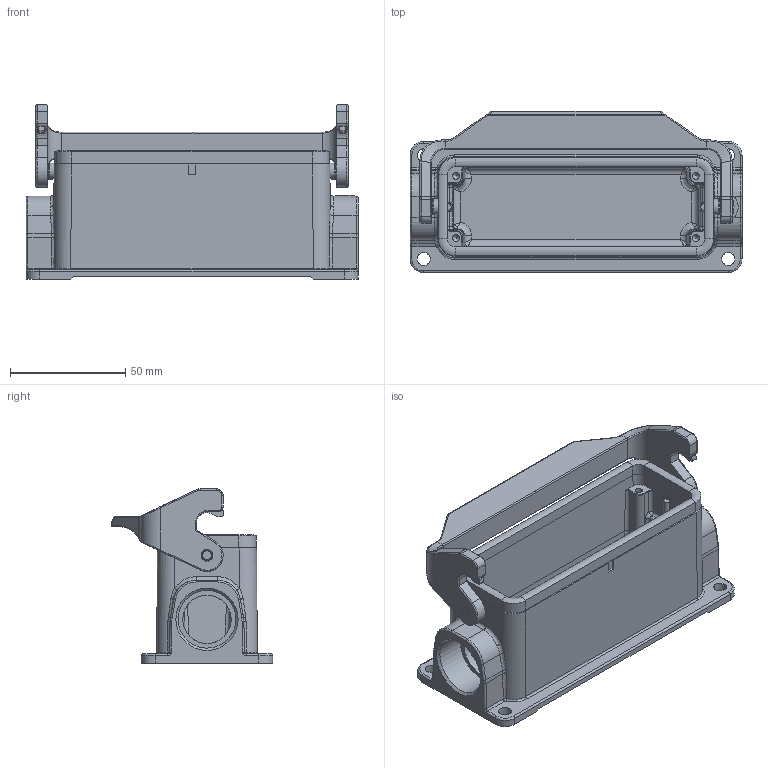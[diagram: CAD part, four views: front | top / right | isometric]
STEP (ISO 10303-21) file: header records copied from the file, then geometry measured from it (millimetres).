
FILE_DESCRIPTION(/* description */ (''),/* implementation_level */ '2;1');
FILE_NAME(/* name */ '100095026ugm000_d.stp',/* time_stamp */ '2017-11-03T10:16:09+01:00',/* author */ (''),/* organization */ (''),/* preprocessor_version */ 'ST-DEVELOPER v16',/* originating_system */ 'SIEMENS PLM Software NX 10.0',/* authorisation */ '');
FILE_SCHEMA (('AUTOMOTIVE_DESIGN { 1 0 10303 214 3 1 1 1 }'));
Length unit declared in the file: millimetre
Products named in the file (1): 100095026ugm000_d
Bounding box: 144 x 70 x 75.6 mm (x, y, z)
Volume: 130896.1 mm3; surface area: 62589.3 mm2
Topology: 2 solids, 2 shells, 593 faces, 2003 edges, 1950 vertices
Faces by surface type: plane 228, cylinder 200, bspline 118, torus 28, cone 13, sphere 4, extrusion 2
Full cylindrical faces by diameter (mm): 0.88 x1, 1.04 x1, 2.95 x2, 3 x4, 4 x2, 4.8 x2, 5.1 x2, 5.6 x4, 7 x2, 21 x1, 23.6 x1, 25 x1
Entity records: 26307 total; most frequent: CARTESIAN_POINT 7871, DIRECTION 2890, ORIENTED_EDGE 2802, EDGE_CURVE 1401, AXIS2_PLACEMENT_3D 990, VECTOR 910, LINE 908, VERTEX_POINT 882
